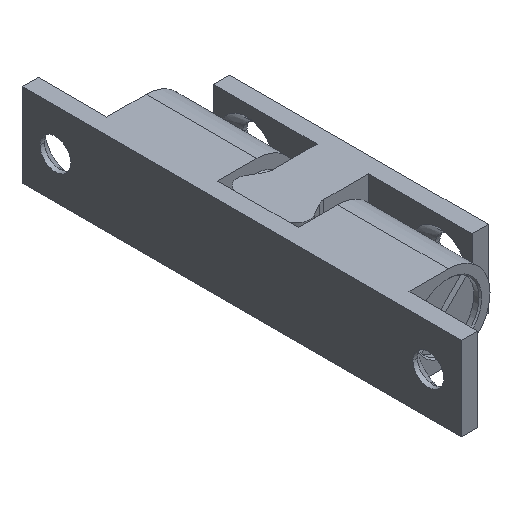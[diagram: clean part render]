
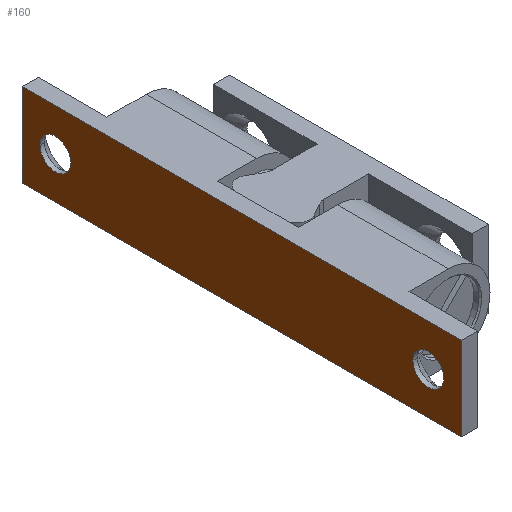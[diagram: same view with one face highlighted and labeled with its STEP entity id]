
A CAD part, isometric view. The second image highlights one B-rep face of the part: STEP entity #160.
In plain terms, the highlighted planar face has unit normal (-1, 0, 0).
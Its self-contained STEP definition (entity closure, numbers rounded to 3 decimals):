
#38 = EDGE_CURVE ( 'NONE', #603, #1310, #955, .T. ) ;
#46 = EDGE_LOOP ( 'NONE', ( #501, #1291 ) ) ;
#56 = PLANE ( 'NONE',  #2150 ) ;
#73 = LINE ( 'NONE', #1817, #1045 ) ;
#115 = VECTOR ( 'NONE', #1347, 1000. ) ;
#160 = ADVANCED_FACE ( 'NONE', ( #2152, #2317, #1225 ), #56, .F. ) ;
#166 = DIRECTION ( 'NONE',  ( 0., 1., 0. ) ) ;
#186 = VECTOR ( 'NONE', #689, 1000. ) ;
#269 = DIRECTION ( 'NONE',  ( 0., 1., 0. ) ) ;
#294 = EDGE_CURVE ( 'NONE', #416, #1755, #1274, .T. ) ;
#324 = VERTEX_POINT ( 'NONE', #1836 ) ;
#377 = CARTESIAN_POINT ( 'NONE',  ( -8.6, -25.15, 6.5 ) ) ;
#416 = VERTEX_POINT ( 'NONE', #1326 ) ;
#424 = CARTESIAN_POINT ( 'NONE',  ( -8.6, 38.05, 0. ) ) ;
#465 = EDGE_CURVE ( 'NONE', #324, #2212, #1667, .T. ) ;
#474 = DIRECTION ( 'NONE',  ( 1., 0., 0. ) ) ;
#479 = EDGE_CURVE ( 'NONE', #1192, #1036, #1299, .T. ) ;
#491 = ORIENTED_EDGE ( 'NONE', *, *, #2045, .T. ) ;
#492 = CARTESIAN_POINT ( 'NONE',  ( -8.6, -25.15, -6.5 ) ) ;
#501 = ORIENTED_EDGE ( 'NONE', *, *, #880, .T. ) ;
#502 = DIRECTION ( 'NONE',  ( 0., -1., 0. ) ) ;
#603 = VERTEX_POINT ( 'NONE', #2311 ) ;
#640 = VECTOR ( 'NONE', #502, 1000. ) ;
#658 = CARTESIAN_POINT ( 'NONE',  ( -8.6, -22.35, 0. ) ) ;
#664 = LINE ( 'NONE', #2006, #186 ) ;
#689 = DIRECTION ( 'NONE',  ( 0., 0., -1. ) ) ;
#768 = EDGE_CURVE ( 'NONE', #1036, #1755, #664, .T. ) ;
#880 = EDGE_CURVE ( 'NONE', #2212, #324, #1414, .T. ) ;
#927 = AXIS2_PLACEMENT_3D ( 'NONE', #2371, #474, #1048 ) ;
#955 = CIRCLE ( 'NONE', #1510, 2.4 ) ;
#1007 = ORIENTED_EDGE ( 'NONE', *, *, #1663, .T. ) ;
#1015 = DIRECTION ( 'NONE',  ( 1., 0., 0. ) ) ;
#1016 = CARTESIAN_POINT ( 'NONE',  ( -8.6, 43.25, 6.5 ) ) ;
#1019 = AXIS2_PLACEMENT_3D ( 'NONE', #424, #2168, #269 ) ;
#1036 = VERTEX_POINT ( 'NONE', #1720 ) ;
#1045 = VECTOR ( 'NONE', #2013, 1000. ) ;
#1048 = DIRECTION ( 'NONE',  ( 0., -1., 0. ) ) ;
#1192 = VERTEX_POINT ( 'NONE', #1016 ) ;
#1225 = FACE_OUTER_BOUND ( 'NONE', #2117, .T. ) ;
#1234 = ORIENTED_EDGE ( 'NONE', *, *, #768, .F. ) ;
#1274 = LINE ( 'NONE', #492, #640 ) ;
#1290 = ORIENTED_EDGE ( 'NONE', *, *, #294, .T. ) ;
#1291 = ORIENTED_EDGE ( 'NONE', *, *, #465, .T. ) ;
#1299 = LINE ( 'NONE', #377, #115 ) ;
#1310 = VERTEX_POINT ( 'NONE', #658 ) ;
#1326 = CARTESIAN_POINT ( 'NONE',  ( -8.6, 43.25, -6.5 ) ) ;
#1347 = DIRECTION ( 'NONE',  ( 0., -1., 0. ) ) ;
#1351 = EDGE_LOOP ( 'NONE', ( #1704, #1007 ) ) ;
#1372 = CARTESIAN_POINT ( 'NONE',  ( -8.6, -25.15, 6.5 ) ) ;
#1414 = CIRCLE ( 'NONE', #1019, 2.4 ) ;
#1481 = CIRCLE ( 'NONE', #927, 2.4 ) ;
#1507 = AXIS2_PLACEMENT_3D ( 'NONE', #1677, #1906, #166 ) ;
#1510 = AXIS2_PLACEMENT_3D ( 'NONE', #2266, #1731, #1693 ) ;
#1555 = DIRECTION ( 'NONE',  ( 0., 1., 0. ) ) ;
#1663 = EDGE_CURVE ( 'NONE', #1310, #603, #1481, .T. ) ;
#1667 = CIRCLE ( 'NONE', #1507, 2.4 ) ;
#1677 = CARTESIAN_POINT ( 'NONE',  ( -8.6, 38.05, 0. ) ) ;
#1693 = DIRECTION ( 'NONE',  ( 0., -1., 0. ) ) ;
#1704 = ORIENTED_EDGE ( 'NONE', *, *, #38, .T. ) ;
#1720 = CARTESIAN_POINT ( 'NONE',  ( -8.6, -25.15, 6.5 ) ) ;
#1731 = DIRECTION ( 'NONE',  ( 1., 0., 0. ) ) ;
#1755 = VERTEX_POINT ( 'NONE', #2015 ) ;
#1817 = CARTESIAN_POINT ( 'NONE',  ( -8.6, 43.25, 6.5 ) ) ;
#1836 = CARTESIAN_POINT ( 'NONE',  ( -8.6, 35.65, 0. ) ) ;
#1906 = DIRECTION ( 'NONE',  ( 1., 0., 0. ) ) ;
#2006 = CARTESIAN_POINT ( 'NONE',  ( -8.6, -25.15, 6.5 ) ) ;
#2010 = ORIENTED_EDGE ( 'NONE', *, *, #479, .F. ) ;
#2013 = DIRECTION ( 'NONE',  ( 0., 0., -1. ) ) ;
#2015 = CARTESIAN_POINT ( 'NONE',  ( -8.6, -25.15, -6.5 ) ) ;
#2045 = EDGE_CURVE ( 'NONE', #1192, #416, #73, .T. ) ;
#2117 = EDGE_LOOP ( 'NONE', ( #1290, #1234, #2010, #491 ) ) ;
#2150 = AXIS2_PLACEMENT_3D ( 'NONE', #1372, #1015, #1555 ) ;
#2152 = FACE_BOUND ( 'NONE', #1351, .T. ) ;
#2168 = DIRECTION ( 'NONE',  ( 1., 0., 0. ) ) ;
#2212 = VERTEX_POINT ( 'NONE', #2269 ) ;
#2266 = CARTESIAN_POINT ( 'NONE',  ( -8.6, -19.95, 0. ) ) ;
#2269 = CARTESIAN_POINT ( 'NONE',  ( -8.6, 40.45, 0. ) ) ;
#2311 = CARTESIAN_POINT ( 'NONE',  ( -8.6, -17.55, 0. ) ) ;
#2317 = FACE_BOUND ( 'NONE', #46, .T. ) ;
#2371 = CARTESIAN_POINT ( 'NONE',  ( -8.6, -19.95, 0. ) ) ;
